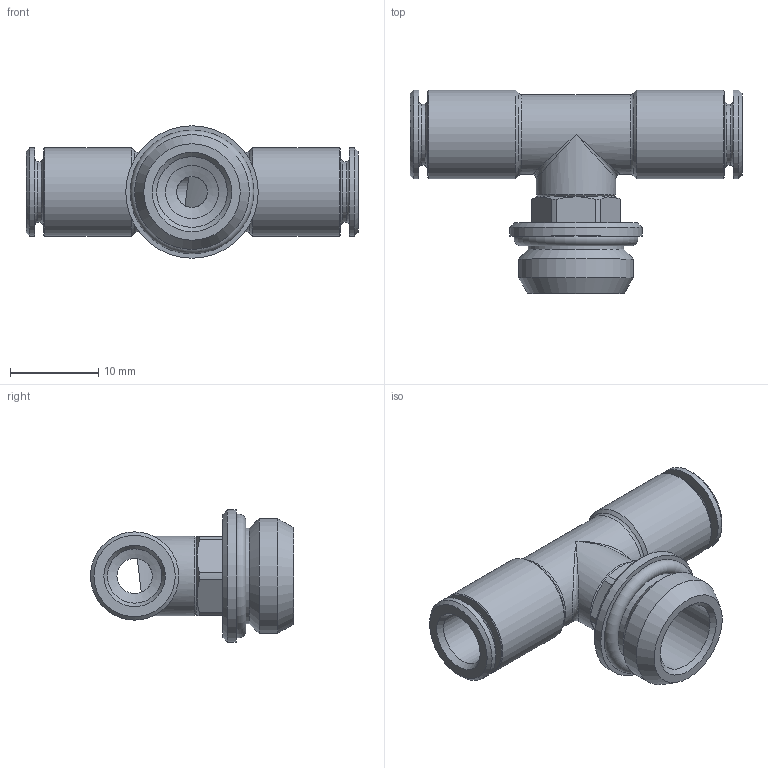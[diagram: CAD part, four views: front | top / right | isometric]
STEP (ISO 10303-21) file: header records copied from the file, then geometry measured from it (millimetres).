
FILE_DESCRIPTION(( 'MAL.21.06.14.stp' ), '1');
FILE_NAME( 'MAL.21.06.14.stp', '2021-02-19T16:28:11',( 'Sopra'),('sopra-pneumatic.com'), 'SwSTEP 2.0','SolidWorks 2009','' );
FILE_SCHEMA( ( 'AUTOMOTIVE_DESIGN { 1 0 10303 214 1 1 1 1 }' ) );
Length unit declared in the file: metre
Products named in the file (1): Rivoluzione3
Bounding box: 37.6 x 23 x 15 mm (x, y, z)
Volume: 2648.4 mm3; surface area: 3091.2 mm2
Topology: 1 solids, 1 shells, 68 faces, 153 edges, 92 vertices
Faces by surface type: cylinder 23, cone 20, plane 18, torus 5, bspline 2
Full cylindrical faces by diameter (mm): 3.5 x1, 4 x1, 6 x1, 6.15 x2, 6.9 x2, 8 x1, 9 x2, 10 x4, 10.8 x1, 13 x1, 15 x1
Entity records: 2468 total; most frequent: CARTESIAN_POINT 614, DIRECTION 280, ORIENTED_EDGE 196, AXIS2_PLACEMENT_3D 131, EDGE_LOOP 124, EDGE_CURVE 98, FACE_OUTER_BOUND 90, VERTEX_POINT 85
